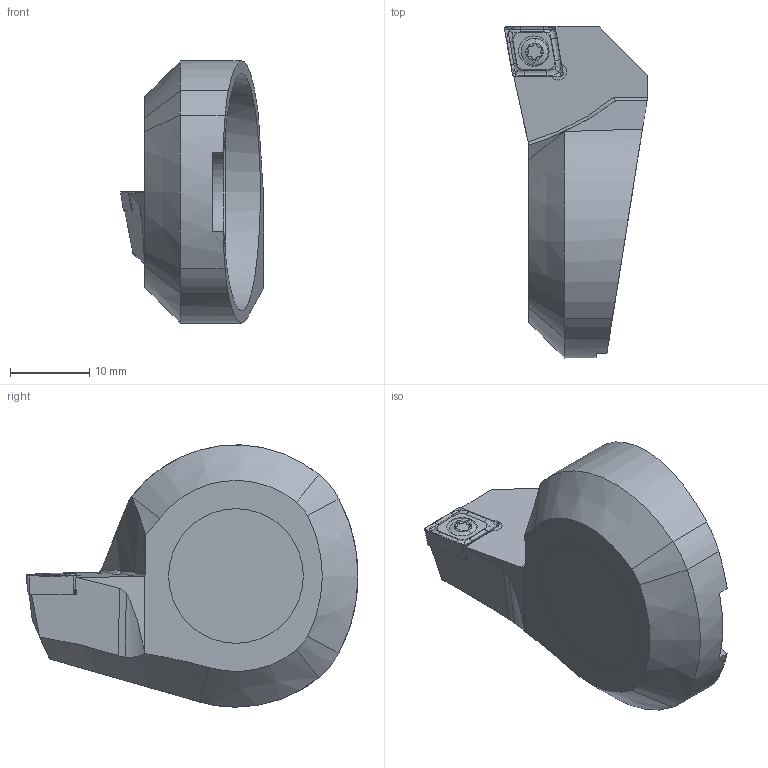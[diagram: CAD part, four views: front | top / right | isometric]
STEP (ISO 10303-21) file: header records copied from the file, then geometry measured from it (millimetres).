
FILE_DESCRIPTION (( 'STEP AP203' ), '1' );
FILE_NAME ('R67-FBHS-09.STEP', '2018-02-27T08:07:55', ( 'SWIAdmin' ), ( 'Hewlett-Packard Company' ), 'SwSTEP 2.0', 'SolidWorks 2017', '' );
FILE_SCHEMA (( 'CONFIG_CONTROL_DESIGN' ));
Length unit declared in the file: millimetre
Products named in the file (4): F55-WCA.001.013_D_fertigbearbeitet; CCMT060204; WCA-ER2.001.005_A; R67-FBHS-09
Assembly tree (3 placements, depth 2):
  R67-FBHS-09
    F55-WCA.001.013_D_fertigbearbeitet
    CCMT060204
    WCA-ER2.001.005_A
Bounding box: 18.05 x 41.9 x 33.1 mm (x, y, z)
Volume: 8032 mm3; surface area: 4569.1 mm2
Topology: 5 solids, 5 shells, 153 faces, 382 edges, 235 vertices
Faces by surface type: cylinder 48, plane 48, cone 31, torus 12, bspline 12, sphere 2
Entity records: 5196 total; most frequent: CARTESIAN_POINT 1321, ORIENTED_EDGE 752, DIRECTION 704, EDGE_CURVE 376, AXIS2_PLACEMENT_3D 270, VERTEX_POINT 235, VECTOR 164, LINE 164
